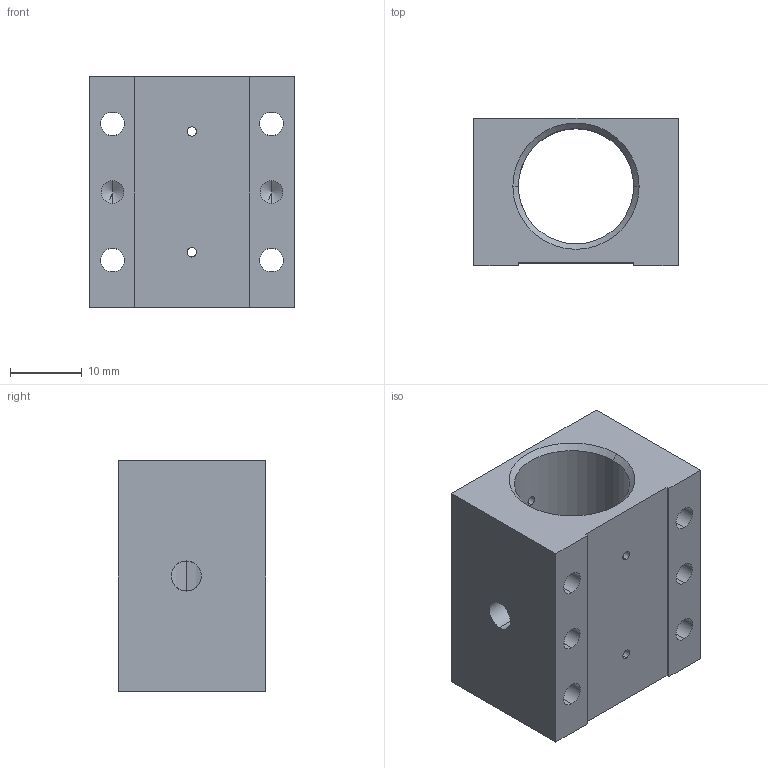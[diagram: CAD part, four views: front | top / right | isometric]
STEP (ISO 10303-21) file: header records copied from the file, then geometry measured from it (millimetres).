
FILE_DESCRIPTION (( 'STEP AP203' ), '1' );
FILE_NAME ('S8006P02.STEP', '2019-04-11T12:19:46', ( '' ), ( '' ), 'SwSTEP 2.0', 'SolidWorks 2019', '' );
FILE_SCHEMA (( 'CONFIG_CONTROL_DESIGN' ));
Length unit declared in the file: inch
Products named in the file (1): S8006P02
Bounding box: 28.57 x 20.62 x 32.26 mm (x, y, z)
Volume: 11112.3 mm3; surface area: 6577.8 mm2
Topology: 1 solids, 1 shells, 70 faces, 169 edges, 102 vertices
Faces by surface type: cylinder 40, cone 16, plane 14
Entity records: 2270 total; most frequent: CARTESIAN_POINT 498, DIRECTION 371, ORIENTED_EDGE 330, EDGE_CURVE 165, AXIS2_PLACEMENT_3D 145, VERTEX_POINT 102, EDGE_LOOP 95, VECTOR 81
